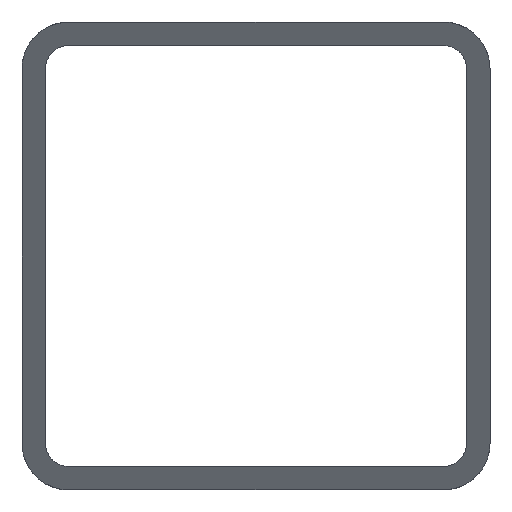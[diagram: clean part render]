
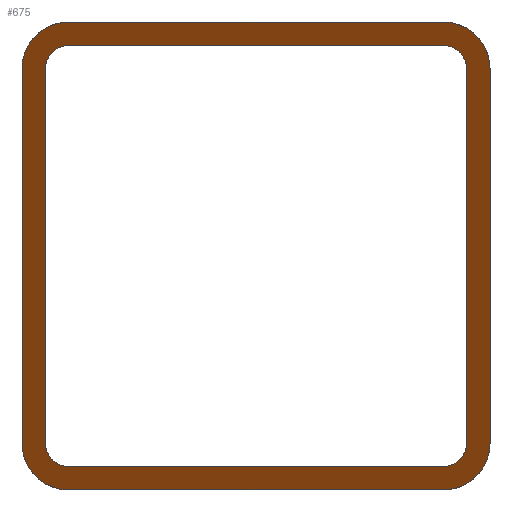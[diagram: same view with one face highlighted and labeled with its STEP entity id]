
A CAD part, front view. The second image highlights one B-rep face of the part: STEP entity #675.
In plain terms, the highlighted planar face has unit normal (-0.707, -0.707, 0).
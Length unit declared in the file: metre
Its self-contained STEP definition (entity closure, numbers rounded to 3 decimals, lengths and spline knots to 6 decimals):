
#20=ELLIPSE('',#719,0.005657,0.004);
#21=ELLIPSE('',#722,0.005657,0.004);
#22=ELLIPSE('',#724,0.005657,0.004);
#23=ELLIPSE('',#726,0.002828,0.002);
#24=ELLIPSE('',#729,0.002828,0.002);
#25=ELLIPSE('',#731,0.002828,0.002);
#26=ELLIPSE('',#734,0.002828,0.002);
#27=ELLIPSE('',#736,0.005657,0.004);
#164=ORIENTED_EDGE('',*,*,#304,.F.);
#165=ORIENTED_EDGE('',*,*,#306,.F.);
#166=ORIENTED_EDGE('',*,*,#310,.F.);
#167=ORIENTED_EDGE('',*,*,#252,.T.);
#168=ORIENTED_EDGE('',*,*,#312,.F.);
#169=ORIENTED_EDGE('',*,*,#313,.T.);
#170=ORIENTED_EDGE('',*,*,#318,.F.);
#171=ORIENTED_EDGE('',*,*,#245,.F.);
#172=ORIENTED_EDGE('',*,*,#294,.T.);
#173=ORIENTED_EDGE('',*,*,#296,.T.);
#174=ORIENTED_EDGE('',*,*,#301,.T.);
#175=ORIENTED_EDGE('',*,*,#262,.T.);
#176=ORIENTED_EDGE('',*,*,#302,.T.);
#177=ORIENTED_EDGE('',*,*,#289,.F.);
#178=ORIENTED_EDGE('',*,*,#319,.T.);
#179=ORIENTED_EDGE('',*,*,#237,.F.);
#237=EDGE_CURVE('',#332,#334,#397,.T.);
#245=EDGE_CURVE('',#340,#342,#405,.T.);
#252=EDGE_CURVE('',#348,#349,#412,.T.);
#262=EDGE_CURVE('',#359,#358,#422,.T.);
#289=EDGE_CURVE('',#380,#381,#441,.T.);
#294=EDGE_CURVE('',#332,#384,#20,.T.);
#296=EDGE_CURVE('',#384,#385,#447,.T.);
#301=EDGE_CURVE('',#385,#359,#21,.T.);
#302=EDGE_CURVE('',#358,#381,#22,.T.);
#304=EDGE_CURVE('',#388,#340,#23,.T.);
#306=EDGE_CURVE('',#389,#388,#454,.T.);
#310=EDGE_CURVE('',#348,#389,#24,.T.);
#312=EDGE_CURVE('',#392,#349,#25,.T.);
#313=EDGE_CURVE('',#392,#393,#459,.T.);
#318=EDGE_CURVE('',#342,#393,#26,.T.);
#319=EDGE_CURVE('',#380,#334,#27,.T.);
#332=VERTEX_POINT('',#935);
#334=VERTEX_POINT('',#938);
#340=VERTEX_POINT('',#952);
#342=VERTEX_POINT('',#955);
#348=VERTEX_POINT('',#969);
#349=VERTEX_POINT('',#970);
#358=VERTEX_POINT('',#989);
#359=VERTEX_POINT('',#991);
#380=VERTEX_POINT('',#1041);
#381=VERTEX_POINT('',#1043);
#384=VERTEX_POINT('',#1052);
#385=VERTEX_POINT('',#1056);
#388=VERTEX_POINT('',#1069);
#389=VERTEX_POINT('',#1073);
#392=VERTEX_POINT('',#1084);
#393=VERTEX_POINT('',#1088);
#397=LINE('',#937,#477);
#405=LINE('',#954,#485);
#412=LINE('',#968,#492);
#422=LINE('',#990,#502);
#441=LINE('',#1042,#521);
#447=LINE('',#1055,#527);
#454=LINE('',#1074,#534);
#459=LINE('',#1087,#539);
#477=VECTOR('',#757,1.);
#485=VECTOR('',#767,1.);
#492=VECTOR('',#776,1.);
#502=VECTOR('',#788,1.);
#521=VECTOR('',#829,1.);
#527=VECTOR('',#841,1.);
#534=VECTOR('',#862,1.);
#539=VECTOR('',#877,1.);
#578=EDGE_LOOP('',(#164,#165,#166,#167,#168,#169,#170,#171));
#579=EDGE_LOOP('',(#172,#173,#174,#175,#176,#177,#178,#179));
#616=FACE_BOUND('',#578,.T.);
#617=FACE_BOUND('',#579,.T.);
#642=PLANE('',#737);
#675=ADVANCED_FACE('',(#616,#617),#642,.T.);
#719=AXIS2_PLACEMENT_3D('',#1051,#836,#837);
#722=AXIS2_PLACEMENT_3D('',#1064,#848,#849);
#724=AXIS2_PLACEMENT_3D('',#1066,#852,#853);
#726=AXIS2_PLACEMENT_3D('',#1070,#857,#858);
#729=AXIS2_PLACEMENT_3D('',#1081,#868,#869);
#731=AXIS2_PLACEMENT_3D('',#1085,#873,#874);
#734=AXIS2_PLACEMENT_3D('',#1096,#884,#885);
#736=AXIS2_PLACEMENT_3D('',#1098,#888,#889);
#737=AXIS2_PLACEMENT_3D('',#1099,#890,#891);
#757=DIRECTION('',(0.,0.,1.));
#767=DIRECTION('',(0.,0.,1.));
#776=DIRECTION('',(0.,0.,1.));
#788=DIRECTION('',(0.,0.,1.));
#829=DIRECTION('',(0.707,-0.707,0.));
#836=DIRECTION('',(-0.707,-0.707,0.));
#837=DIRECTION('',(-0.707,0.707,0.));
#841=DIRECTION('',(0.707,-0.707,0.));
#848=DIRECTION('',(-0.707,-0.707,0.));
#849=DIRECTION('',(-0.707,0.707,0.));
#852=DIRECTION('',(-0.707,-0.707,0.));
#853=DIRECTION('',(-0.707,0.707,0.));
#857=DIRECTION('',(-0.707,-0.707,0.));
#858=DIRECTION('',(-0.707,0.707,0.));
#862=DIRECTION('',(0.707,-0.707,0.));
#868=DIRECTION('',(-0.707,-0.707,0.));
#869=DIRECTION('',(-0.707,0.707,0.));
#873=DIRECTION('',(-0.707,-0.707,0.));
#874=DIRECTION('',(-0.707,0.707,0.));
#877=DIRECTION('',(0.707,-0.707,0.));
#884=DIRECTION('',(-0.707,-0.707,0.));
#885=DIRECTION('',(-0.707,0.707,0.));
#888=DIRECTION('',(-0.707,-0.707,0.));
#889=DIRECTION('',(-0.707,0.707,0.));
#890=DIRECTION('',(-0.707,-0.707,0.));
#891=DIRECTION('',(0.707,-0.707,0.));
#935=CARTESIAN_POINT('',(0.,-0.773,0.004));
#937=CARTESIAN_POINT('',(0.,-0.773,-0.774976));
#938=CARTESIAN_POINT('',(0.,-0.773,0.036));
#952=CARTESIAN_POINT('',(0.038,-0.811,0.004));
#954=CARTESIAN_POINT('',(0.038,-0.811,0.02));
#955=CARTESIAN_POINT('',(0.038,-0.811,0.036));
#968=CARTESIAN_POINT('',(0.002,-0.775,0.02));
#969=CARTESIAN_POINT('',(0.002,-0.775,0.004));
#970=CARTESIAN_POINT('',(0.002,-0.775,0.036));
#989=CARTESIAN_POINT('',(0.04,-0.813,0.036));
#990=CARTESIAN_POINT('',(0.04,-0.813,0.02));
#991=CARTESIAN_POINT('',(0.04,-0.813,0.004));
#1041=CARTESIAN_POINT('',(0.004,-0.777,0.04));
#1042=CARTESIAN_POINT('',(0.02,-0.793,0.04));
#1043=CARTESIAN_POINT('',(0.036,-0.809,0.04));
#1051=CARTESIAN_POINT('',(0.004,-0.777,0.004));
#1052=CARTESIAN_POINT('',(0.004,-0.777,0.));
#1055=CARTESIAN_POINT('',(0.03,-0.803,0.));
#1056=CARTESIAN_POINT('',(0.036,-0.809,0.));
#1064=CARTESIAN_POINT('',(0.036,-0.809,0.004));
#1066=CARTESIAN_POINT('',(0.036,-0.809,0.036));
#1069=CARTESIAN_POINT('',(0.036,-0.809,0.002));
#1070=CARTESIAN_POINT('',(0.036,-0.809,0.004));
#1073=CARTESIAN_POINT('',(0.004,-0.777,0.002));
#1074=CARTESIAN_POINT('',(0.03,-0.803,0.002));
#1081=CARTESIAN_POINT('',(0.004,-0.777,0.004));
#1084=CARTESIAN_POINT('',(0.004,-0.777,0.038));
#1085=CARTESIAN_POINT('',(0.004,-0.777,0.036));
#1087=CARTESIAN_POINT('',(0.03,-0.803,0.038));
#1088=CARTESIAN_POINT('',(0.036,-0.809,0.038));
#1096=CARTESIAN_POINT('',(0.036,-0.809,0.036));
#1098=CARTESIAN_POINT('',(0.004,-0.777,0.036));
#1099=CARTESIAN_POINT('',(0.02,-0.793,-0.774976));
